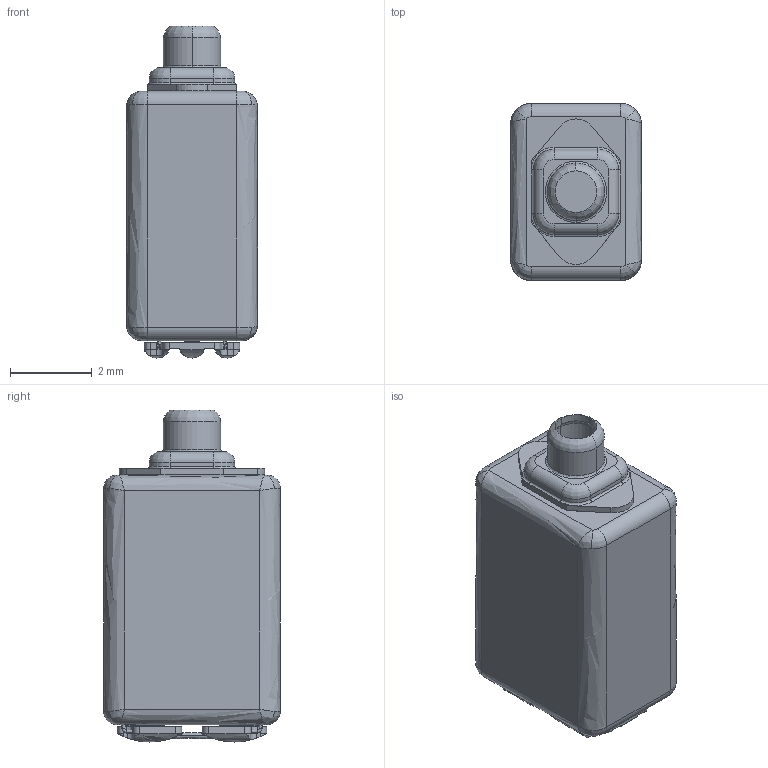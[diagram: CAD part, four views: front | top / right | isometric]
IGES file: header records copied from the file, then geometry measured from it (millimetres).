
Start section:  PTC IGES file: gr-31502-000_sw0001.igs
Global section: file name: gr-31502-000_sw0001.igs; native system: Pro/ENGINEER by Parametric Technology Corporation; preprocessor: 2011220; author: oqiu; organization: Unknown; date: 20120524.085242; units: inch
Bounding box: 3.2 x 4.32 x 8.11 mm (x, y, z)
Volume: 85.3 mm3; surface area: 149.5 mm2
Topology: 2 solids, 2 shells, 296 faces, 730 edges, 440 vertices
Faces by surface type: revolution 170, bspline 126
